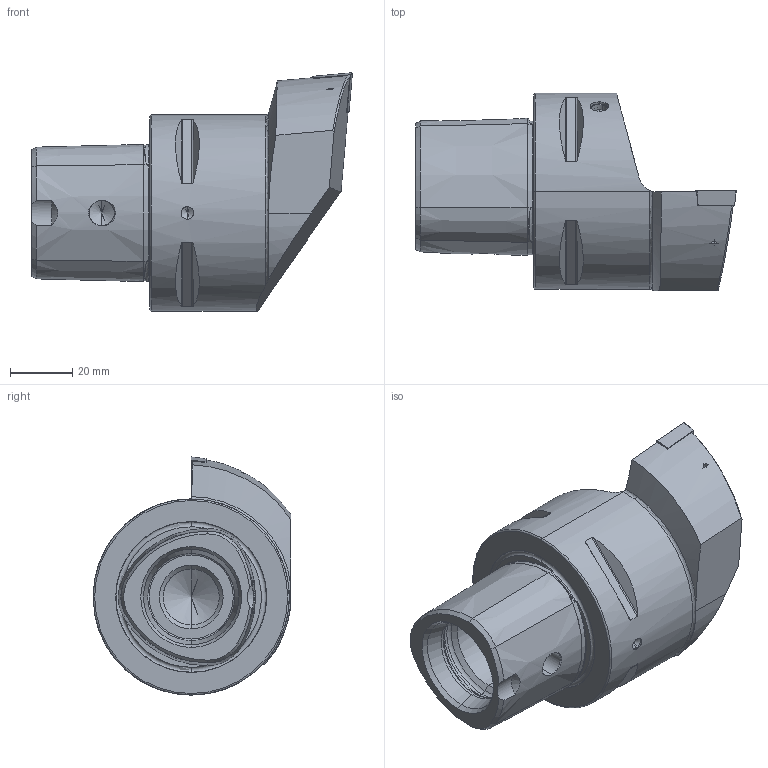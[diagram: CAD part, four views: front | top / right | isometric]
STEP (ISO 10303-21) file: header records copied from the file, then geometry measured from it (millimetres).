
FILE_DESCRIPTION (( 'STEP AP203' ), '1' );
FILE_NAME ('PS6-KCC.LLA.065.STEP', '2012-04-16T07:57:14', ( 'SwiAdmin' ), ( '' ), 'SwSTEP 2.0', 'SolidWorks 2012', '' );
FILE_SCHEMA (( 'CONFIG_CONTROL_DESIGN' ));
Length unit declared in the file: millimetre
Products named in the file (5): PS6-KCC.LLA.065; KVT_MB_600_060; CCMT120404; WCC-ER2.001.010_A; PS6-KCC.LLA.065_A
Assembly tree (4 placements, depth 2):
  PS6-KCC.LLA.065
    PS6-KCC.LLA.065_A
    WCC-ER2.001.010_A
    CCMT120404
    KVT_MB_600_060
Bounding box: 103 x 63.5 x 76.5 mm (x, y, z)
Volume: 163494.1 mm3; surface area: 28657.8 mm2
Topology: 5 solids, 5 shells, 264 faces, 648 edges, 381 vertices
Faces by surface type: cone 96, cylinder 67, plane 49, torus 37, bspline 13, sphere 2
Entity records: 9074 total; most frequent: CARTESIAN_POINT 2679, ORIENTED_EDGE 1246, DIRECTION 1223, EDGE_CURVE 623, AXIS2_PLACEMENT_3D 497, VERTEX_POINT 378, EDGE_LOOP 283, FACE_OUTER_BOUND 264
